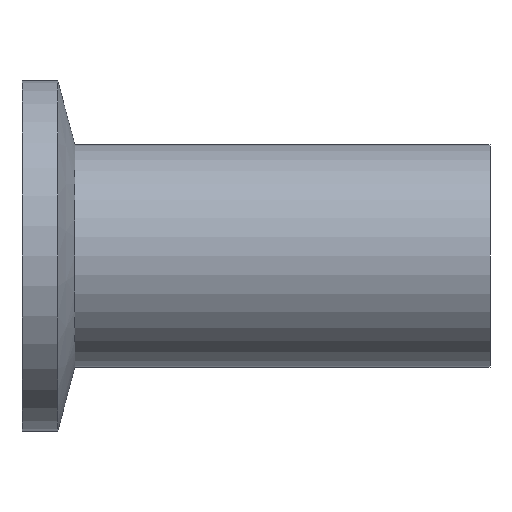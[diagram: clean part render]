
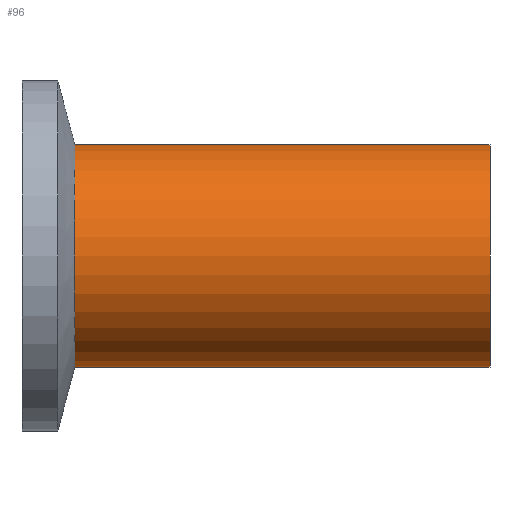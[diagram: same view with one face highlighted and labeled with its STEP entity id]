
A CAD part, left-side view. The second image highlights one B-rep face of the part: STEP entity #96.
In plain terms, the highlighted cylindrical face has radius 9.525 mm (diameter 19.05 mm), a partial arc.
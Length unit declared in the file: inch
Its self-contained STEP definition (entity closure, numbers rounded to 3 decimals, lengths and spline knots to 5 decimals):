
#26 = LINE ( 'NONE', #336, #38 ) ;
#38 = VECTOR ( 'NONE', #128, 39.37008 ) ;
#39 = DIRECTION ( 'NONE',  ( 0., 1., 0. ) ) ;
#42 = ORIENTED_EDGE ( 'NONE', *, *, #190, .F. ) ;
#43 = CARTESIAN_POINT ( 'NONE',  ( 0., -1.575, -0.375 ) ) ;
#63 = AXIS2_PLACEMENT_3D ( 'NONE', #252, #270, #117 ) ;
#64 = EDGE_CURVE ( 'NONE', #71, #206, #26, .T. ) ;
#71 = VERTEX_POINT ( 'NONE', #396 ) ;
#75 = CARTESIAN_POINT ( 'NONE',  ( 0., -1.575, 0. ) ) ;
#94 = CYLINDRICAL_SURFACE ( 'NONE', #383, 0.375 ) ;
#96 = ADVANCED_FACE ( 'NONE', ( #397 ), #94, .T. ) ;
#104 = ORIENTED_EDGE ( 'NONE', *, *, #64, .T. ) ;
#117 = DIRECTION ( 'NONE',  ( 0., 0., 1. ) ) ;
#128 = DIRECTION ( 'NONE',  ( 0., 1., 0. ) ) ;
#155 = DIRECTION ( 'NONE',  ( 0., 1., 0. ) ) ;
#160 = CARTESIAN_POINT ( 'NONE',  ( 0., -0.17761, -0.375 ) ) ;
#169 = VERTEX_POINT ( 'NONE', #160 ) ;
#171 = EDGE_CURVE ( 'NONE', #246, #71, #360, .T. ) ;
#184 = CIRCLE ( 'NONE', #63, 0.375 ) ;
#190 = EDGE_CURVE ( 'NONE', #246, #169, #347, .T. ) ;
#204 = ORIENTED_EDGE ( 'NONE', *, *, #171, .T. ) ;
#206 = VERTEX_POINT ( 'NONE', #294 ) ;
#246 = VERTEX_POINT ( 'NONE', #43 ) ;
#252 = CARTESIAN_POINT ( 'NONE',  ( 0., -0.17761, 0. ) ) ;
#270 = DIRECTION ( 'NONE',  ( 0., 1., 0. ) ) ;
#291 = EDGE_LOOP ( 'NONE', ( #42, #204, #104, #320 ) ) ;
#294 = CARTESIAN_POINT ( 'NONE',  ( 0., -0.17761, 0.375 ) ) ;
#296 = VECTOR ( 'NONE', #325, 39.37008 ) ;
#300 = CARTESIAN_POINT ( 'NONE',  ( 0., 0., -0.375 ) ) ;
#306 = DIRECTION ( 'NONE',  ( 0., 0., 1. ) ) ;
#320 = ORIENTED_EDGE ( 'NONE', *, *, #374, .F. ) ;
#325 = DIRECTION ( 'NONE',  ( 0., 1., 0. ) ) ;
#336 = CARTESIAN_POINT ( 'NONE',  ( 0., 0., 0.375 ) ) ;
#341 = AXIS2_PLACEMENT_3D ( 'NONE', #75, #39, #379 ) ;
#347 = LINE ( 'NONE', #300, #296 ) ;
#360 = CIRCLE ( 'NONE', #341, 0.375 ) ;
#364 = CARTESIAN_POINT ( 'NONE',  ( 0., 0., 0. ) ) ;
#374 = EDGE_CURVE ( 'NONE', #169, #206, #184, .T. ) ;
#379 = DIRECTION ( 'NONE',  ( 0., 0., 1. ) ) ;
#383 = AXIS2_PLACEMENT_3D ( 'NONE', #364, #155, #306 ) ;
#396 = CARTESIAN_POINT ( 'NONE',  ( 0., -1.575, 0.375 ) ) ;
#397 = FACE_OUTER_BOUND ( 'NONE', #291, .T. ) ;
